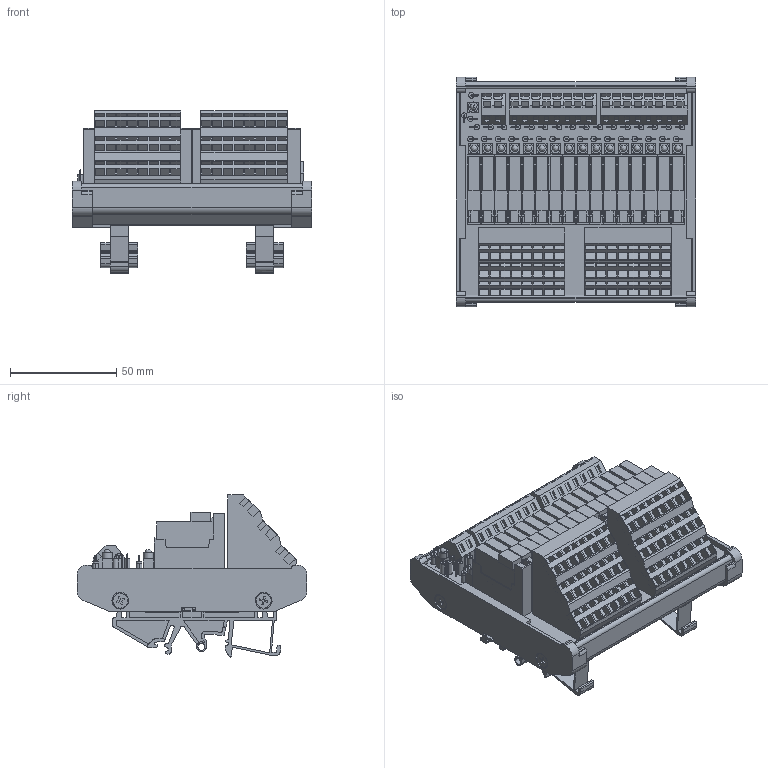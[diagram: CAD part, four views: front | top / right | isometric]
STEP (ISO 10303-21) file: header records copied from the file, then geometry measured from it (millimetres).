
FILE_DESCRIPTION(('CATIA V5R20 STEP214','CAx-IF Rec.Pracs.--- Model Styling and Organization---1.5--- 2016-08-15','CAx-IF Rec.Pracs.---Supplemental Geometry---1.0---2011-11-01','CAx-IF Rec.Pracs.--- Composite Materials ---1.1---2010-07-15'),'2;1');
FILE_NAME ('D1660789_0', '2025-06-10T13:40:18+00:00', ('Weidmueller Interface'), ('Weidmueller'), 'CATIA Version 5-6 Release 2024 SP4', 'CATIA V5 STEP AP214 v3', 'none');
FILE_SCHEMA(('AUTOMOTIVE_DESIGN { 1 0 10303 214 1 1 1 1 }'));
Products named in the file (1): 1457050000_RSMS-16 12V+ 1CO Z
Bounding box: 113 x 108.2 x 76.35 mm (x, y, z)
Volume: 234935.7 mm3; surface area: 159614.9 mm2
Topology: 1 solids, 1 shells, 3406 faces, 9458 edges, 6156 vertices
Faces by surface type: plane 2560, cylinder 688, torus 140, bspline 18
Entity records: 100168 total; most frequent: CARTESIAN_POINT 20574, ORIENTED_EDGE 18846, DIRECTION 11482, EDGE_CURVE 9423, VECTOR 7618, LINE 7618, VERTEX_POINT 6156, EDGE_LOOP 3807
